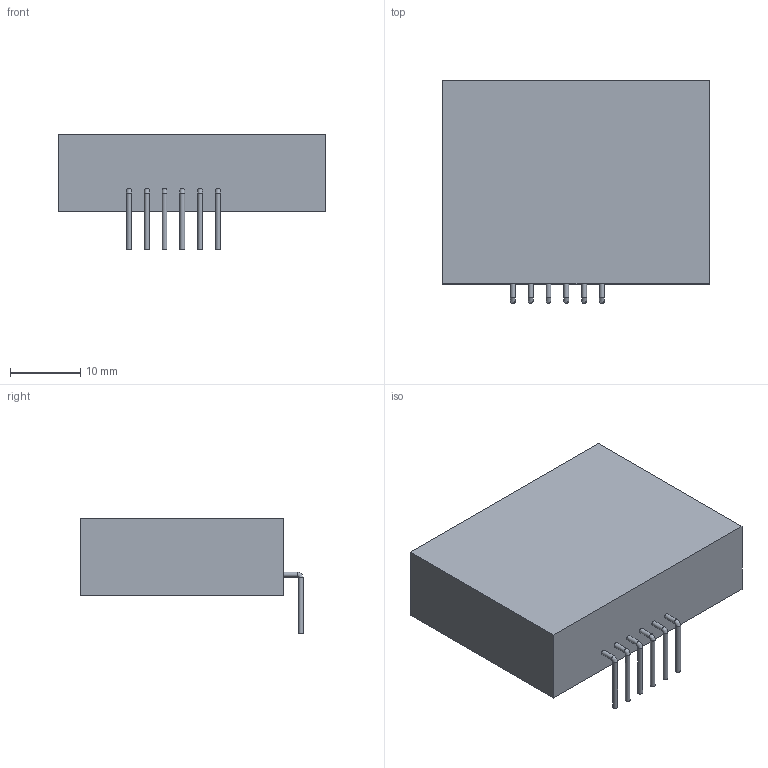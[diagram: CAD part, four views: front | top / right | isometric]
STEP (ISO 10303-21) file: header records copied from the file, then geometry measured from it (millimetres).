
FILE_DESCRIPTION(/* description */ ('STEP AP242','CAx-IF Rec.Pracs.---Representation and Presentation of Product Manufacturing Information (PMI)---4.0---2014-10-13','CAx-IF Rec.Pracs.---3D Tessellated Geometry---0.4---2014-09-14','2;1'),/* implementation_level */ '2;1');
FILE_NAME(/* name */ '62a4bd8c6ab0421b6a88c971',/* time_stamp */ '2022-06-11T16:06:37+00:00',/* author */ (''),/* organization */ (''),/* preprocessor_version */ 'ST-DEVELOPER v18.102',/* originating_system */ ' ',/* authorisation */ ' ');
FILE_SCHEMA (('AP242_MANAGED_MODEL_BASED_3D_ENGINEERING_MIM_LF { 1 0 10303 442 1 1 4 }'));
Length unit declared in the file: metre
Products named in the file (7): Part 7; Part 6; Part 5; Part 4; Part 3; Part 2; Part 1
Bounding box: 38 x 31.75 x 16.4 mm (x, y, z)
Volume: 12146.5 mm3; surface area: 3822.9 mm2
Topology: 7 solids, 7 shells, 36 faces, 54 edges, 32 vertices
Faces by surface type: plane 18, cylinder 12, torus 6
Full cylindrical faces by diameter (mm): 0.7 x12
Entity records: 869 total; most frequent: DIRECTION 146, CARTESIAN_POINT 111, ORIENTED_EDGE 72, AXIS2_PLACEMENT_3D 67, EDGE_LOOP 54, FACE_BOUND 54, EDGE_CURVE 36, ADVANCED_FACE 36
